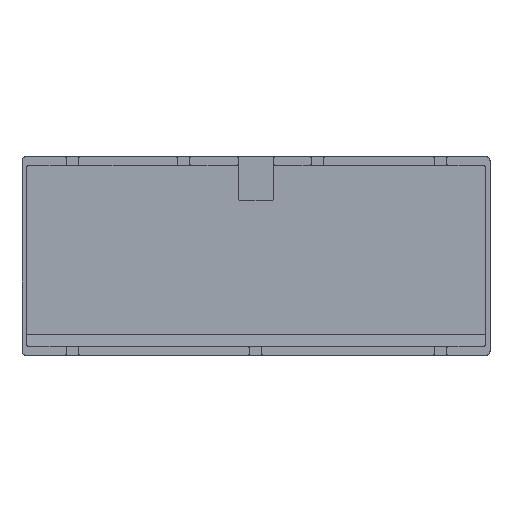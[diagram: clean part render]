
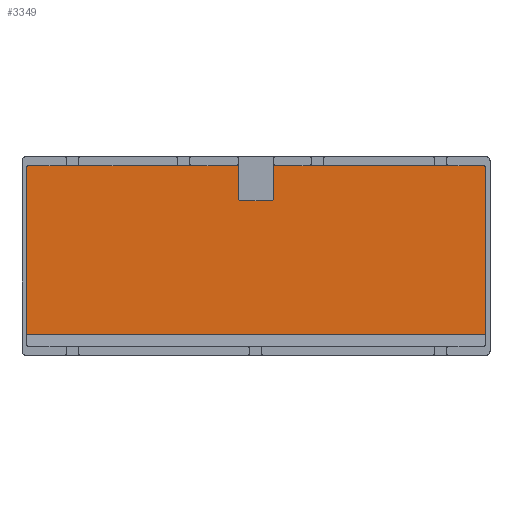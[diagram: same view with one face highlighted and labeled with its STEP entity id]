
A CAD part, top view. The second image highlights one B-rep face of the part: STEP entity #3349.
In plain terms, the highlighted planar face has unit normal (0, 0, 1).
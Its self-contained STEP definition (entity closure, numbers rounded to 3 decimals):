
#120=PLANE('',#3568);
#286=FACE_OUTER_BOUND('',#467,.T.);
#467=EDGE_LOOP('',(#2407,#2408,#2409,#2410,#2411,#2412,#2413,#2414,#2415,
#2416,#2417,#2418,#2419,#2420));
#650=LINE('',#4800,#969);
#656=LINE('',#4821,#975);
#675=LINE('',#4872,#994);
#699=LINE('',#4926,#1018);
#700=LINE('',#4931,#1019);
#701=LINE('',#4933,#1020);
#702=LINE('',#4935,#1021);
#703=LINE('',#4938,#1022);
#969=VECTOR('',#3876,10.);
#975=VECTOR('',#3896,10.);
#994=VECTOR('',#3937,10.);
#1018=VECTOR('',#3977,10.);
#1019=VECTOR('',#3982,10.);
#1020=VECTOR('',#3983,10.);
#1021=VECTOR('',#3984,10.);
#1022=VECTOR('',#3987,10.);
#1285=CIRCLE('',#3540,1.);
#1287=CIRCLE('',#3544,1.);
#1291=CIRCLE('',#3551,1.);
#1296=CIRCLE('',#3558,1.);
#1300=CIRCLE('',#3569,1.);
#1301=CIRCLE('',#3570,1.);
#1428=VERTEX_POINT('',#4786);
#1429=VERTEX_POINT('',#4788);
#1433=VERTEX_POINT('',#4798);
#1436=VERTEX_POINT('',#4805);
#1437=VERTEX_POINT('',#4807);
#1441=VERTEX_POINT('',#4820);
#1445=VERTEX_POINT('',#4830);
#1452=VERTEX_POINT('',#4848);
#1462=VERTEX_POINT('',#4870);
#1485=VERTEX_POINT('',#4928);
#1486=VERTEX_POINT('',#4930);
#1487=VERTEX_POINT('',#4932);
#1488=VERTEX_POINT('',#4934);
#1489=VERTEX_POINT('',#4936);
#1780=EDGE_CURVE('',#1428,#1429,#1285,.T.);
#1786=EDGE_CURVE('',#1428,#1433,#650,.T.);
#1789=EDGE_CURVE('',#1436,#1437,#1287,.T.);
#1796=EDGE_CURVE('',#1441,#1437,#656,.T.);
#1801=EDGE_CURVE('',#1441,#1445,#1291,.F.);
#1811=EDGE_CURVE('',#1452,#1433,#1296,.F.);
#1822=EDGE_CURVE('',#1462,#1452,#675,.T.);
#1849=EDGE_CURVE('',#1436,#1429,#699,.T.);
#1850=EDGE_CURVE('',#1462,#1485,#1300,.T.);
#1851=EDGE_CURVE('',#1486,#1485,#700,.T.);
#1852=EDGE_CURVE('',#1487,#1486,#701,.T.);
#1853=EDGE_CURVE('',#1488,#1487,#702,.T.);
#1854=EDGE_CURVE('',#1488,#1489,#1301,.T.);
#1855=EDGE_CURVE('',#1445,#1489,#703,.T.);
#2407=ORIENTED_EDGE('',*,*,#1796,.T.);
#2408=ORIENTED_EDGE('',*,*,#1789,.F.);
#2409=ORIENTED_EDGE('',*,*,#1849,.T.);
#2410=ORIENTED_EDGE('',*,*,#1780,.F.);
#2411=ORIENTED_EDGE('',*,*,#1786,.T.);
#2412=ORIENTED_EDGE('',*,*,#1811,.F.);
#2413=ORIENTED_EDGE('',*,*,#1822,.F.);
#2414=ORIENTED_EDGE('',*,*,#1850,.T.);
#2415=ORIENTED_EDGE('',*,*,#1851,.F.);
#2416=ORIENTED_EDGE('',*,*,#1852,.F.);
#2417=ORIENTED_EDGE('',*,*,#1853,.F.);
#2418=ORIENTED_EDGE('',*,*,#1854,.T.);
#2419=ORIENTED_EDGE('',*,*,#1855,.F.);
#2420=ORIENTED_EDGE('',*,*,#1801,.F.);
#3349=ADVANCED_FACE('',(#286),#120,.F.);
#3540=AXIS2_PLACEMENT_3D('',#4789,#3867,#3868);
#3544=AXIS2_PLACEMENT_3D('',#4808,#3882,#3883);
#3551=AXIS2_PLACEMENT_3D('',#4831,#3904,#3905);
#3558=AXIS2_PLACEMENT_3D('',#4850,#3923,#3924);
#3568=AXIS2_PLACEMENT_3D('',#4927,#3978,#3979);
#3569=AXIS2_PLACEMENT_3D('',#4929,#3980,#3981);
#3570=AXIS2_PLACEMENT_3D('',#4937,#3985,#3986);
#3867=DIRECTION('center_axis',(0.,0.,1.));
#3868=DIRECTION('ref_axis',(-0.707,-0.707,0.));
#3876=DIRECTION('',(0.,1.,0.));
#3882=DIRECTION('center_axis',(0.,0.,1.));
#3883=DIRECTION('ref_axis',(0.707,-0.707,0.));
#3896=DIRECTION('',(0.,-1.,0.));
#3904=DIRECTION('center_axis',(0.,0.,-1.));
#3905=DIRECTION('ref_axis',(-0.707,-0.707,0.));
#3923=DIRECTION('center_axis',(0.,0.,-1.));
#3924=DIRECTION('ref_axis',(0.707,-0.707,0.));
#3937=DIRECTION('',(1.,0.,0.));
#3977=DIRECTION('',(-1.,0.,0.));
#3978=DIRECTION('center_axis',(0.,0.,-1.));
#3979=DIRECTION('ref_axis',(-1.,0.,0.));
#3980=DIRECTION('center_axis',(0.,0.,1.));
#3981=DIRECTION('ref_axis',(-0.707,0.707,0.));
#3982=DIRECTION('',(0.,1.,0.));
#3983=DIRECTION('',(-1.,0.,0.));
#3984=DIRECTION('',(0.,-1.,0.));
#3985=DIRECTION('center_axis',(0.,0.,1.));
#3986=DIRECTION('ref_axis',(0.707,0.707,0.));
#3987=DIRECTION('',(1.,0.,0.));
#4786=CARTESIAN_POINT('',(90.131,-13.5,-8.));
#4788=CARTESIAN_POINT('',(91.131,-14.5,-8.));
#4789=CARTESIAN_POINT('Origin',(91.131,-13.5,-8.));
#4798=CARTESIAN_POINT('',(90.131,1.5,-8.));
#4800=CARTESIAN_POINT('',(90.131,-26.3,-8.));
#4805=CARTESIAN_POINT('',(104.131,-14.5,-8.));
#4807=CARTESIAN_POINT('',(105.131,-13.5,-8.));
#4808=CARTESIAN_POINT('Origin',(104.131,-13.5,-8.));
#4820=CARTESIAN_POINT('',(105.131,1.5,-8.));
#4821=CARTESIAN_POINT('',(105.131,-18.8,-8.));
#4830=CARTESIAN_POINT('',(106.131,0.5,-8.));
#4831=CARTESIAN_POINT('Origin',(106.131,1.5,-8.));
#4848=CARTESIAN_POINT('',(89.131,0.5,-8.));
#4850=CARTESIAN_POINT('Origin',(89.131,1.5,-8.));
#4870=CARTESIAN_POINT('',(0.5,0.5,-8.));
#4872=CARTESIAN_POINT('',(195.763,0.5,-8.));
#4926=CARTESIAN_POINT('',(101.381,-14.5,-8.));
#4927=CARTESIAN_POINT('Origin',(97.631,-38.1,-8.));
#4928=CARTESIAN_POINT('',(-0.5,-0.5,-8.));
#4929=CARTESIAN_POINT('Origin',(0.5,-0.5,-8.));
#4930=CARTESIAN_POINT('',(-0.5,-71.7,-8.));
#4931=CARTESIAN_POINT('',(-0.5,0.5,-8.));
#4932=CARTESIAN_POINT('',(195.763,-71.7,-8.));
#4933=CARTESIAN_POINT('',(146.697,-71.7,-8.));
#4934=CARTESIAN_POINT('',(195.763,-0.5,-8.));
#4935=CARTESIAN_POINT('',(195.763,-76.7,-8.));
#4936=CARTESIAN_POINT('',(194.763,0.5,-8.));
#4937=CARTESIAN_POINT('Origin',(194.763,-0.5,-8.));
#4938=CARTESIAN_POINT('',(195.763,0.5,-8.));
